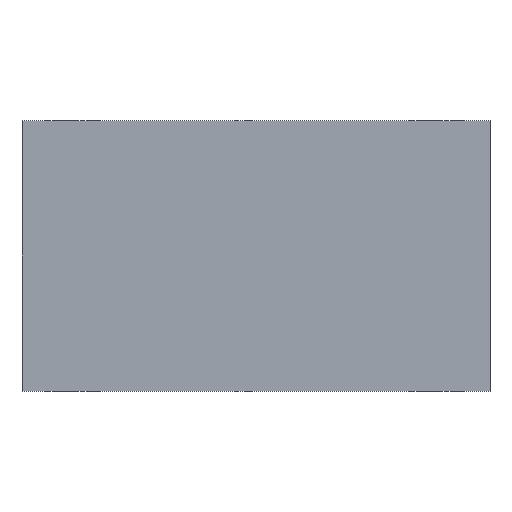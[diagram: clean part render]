
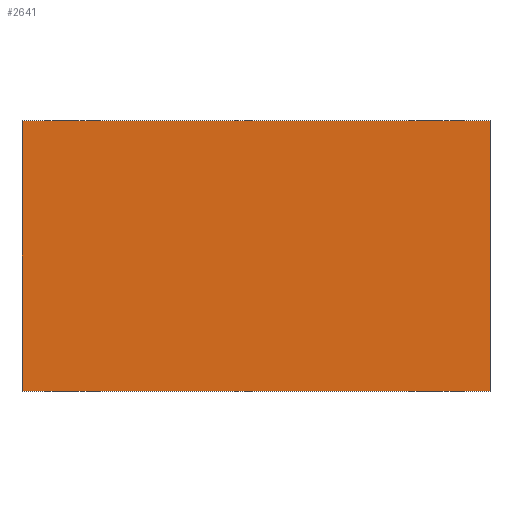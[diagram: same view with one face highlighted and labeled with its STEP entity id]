
A CAD part, front view. The second image highlights one B-rep face of the part: STEP entity #2641.
In plain terms, the highlighted planar face has unit normal (0, -1, 0).
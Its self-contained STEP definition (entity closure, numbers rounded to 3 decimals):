
#180=LINE('',#3923,#383);
#216=LINE('',#4320,#419);
#219=LINE('',#4329,#422);
#221=LINE('',#4336,#424);
#383=VECTOR('',#3132,1000.);
#419=VECTOR('',#3258,1000.);
#422=VECTOR('',#3267,1000.);
#424=VECTOR('',#3275,1000.);
#738=ORIENTED_EDGE('',*,*,#1506,.T.);
#739=ORIENTED_EDGE('',*,*,#1497,.F.);
#740=ORIENTED_EDGE('',*,*,#1502,.F.);
#741=ORIENTED_EDGE('',*,*,#1380,.T.);
#1380=EDGE_CURVE('',#1768,#1767,#180,.T.);
#1497=EDGE_CURVE('',#1873,#1874,#216,.T.);
#1502=EDGE_CURVE('',#1768,#1873,#219,.T.);
#1506=EDGE_CURVE('',#1767,#1874,#221,.T.);
#1767=VERTEX_POINT('',#3922);
#1768=VERTEX_POINT('',#3924);
#1873=VERTEX_POINT('',#4319);
#1874=VERTEX_POINT('',#4321);
#2164=EDGE_LOOP('',(#738,#739,#740,#741));
#2369=FACE_BOUND('',#2164,.T.);
#2549=PLANE('',#2866);
#2641=ADVANCED_FACE('',(#2369),#2549,.F.);
#2866=AXIS2_PLACEMENT_3D('',#4337,#3276,#3277);
#3132=DIRECTION('',(0.,0.,-1.));
#3258=DIRECTION('',(0.,0.,-1.));
#3267=DIRECTION('',(1.,0.,0.));
#3275=DIRECTION('',(1.,0.,0.));
#3276=DIRECTION('',(0.,1.,0.));
#3277=DIRECTION('',(0.,0.,1.));
#3922=CARTESIAN_POINT('',(-22.5,0.,-13.));
#3923=CARTESIAN_POINT('',(-22.5,0.,13.));
#3924=CARTESIAN_POINT('',(-22.5,0.,13.));
#4319=CARTESIAN_POINT('',(22.5,0.,13.));
#4320=CARTESIAN_POINT('',(22.5,0.,13.));
#4321=CARTESIAN_POINT('',(22.5,0.,-13.));
#4329=CARTESIAN_POINT('',(-22.5,0.,13.));
#4336=CARTESIAN_POINT('',(-22.5,0.,-13.));
#4337=CARTESIAN_POINT('',(-22.5,0.,13.));
